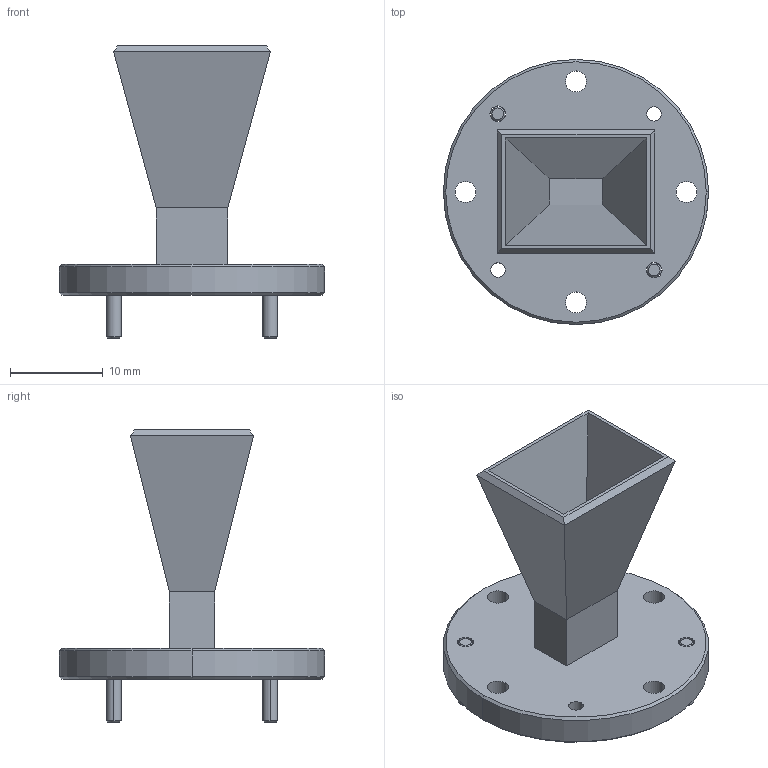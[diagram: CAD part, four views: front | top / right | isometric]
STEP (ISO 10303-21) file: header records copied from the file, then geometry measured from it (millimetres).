
FILE_DESCRIPTION (( 'STEP AP203' ), '1' );
FILE_NAME ('SAR-1532-22-S2.STEP', '2020-03-23T22:52:47', ( '' ), ( '' ), 'SwSTEP 2.0', 'SolidWorks 2020', '' );
FILE_SCHEMA (( 'CONFIG_CONTROL_DESIGN' ));
Length unit declared in the file: inch
Products named in the file (3): SAR-1532-22-S2; PHW-DPXXXX-Y_PHW-DP0631-W; AR-Q15-A, df
Assembly tree (3 placements, depth 2):
  SAR-1532-22-S2
    AR-Q15-A, df
    PHW-DPXXXX-Y_PHW-DP0631-W  x2
Bounding box: 28.57 x 28.57 x 31.49 mm (x, y, z)
Volume: 2640.7 mm3; surface area: 3403.2 mm2
Topology: 3 solids, 3 shells, 91 faces, 216 edges, 136 vertices
Faces by surface type: cylinder 36, plane 35, cone 20
Entity records: 2823 total; most frequent: DIRECTION 472, CARTESIAN_POINT 419, ORIENTED_EDGE 404, EDGE_CURVE 202, AXIS2_PLACEMENT_3D 181, VERTEX_POINT 128, LINE 110, VECTOR 110
